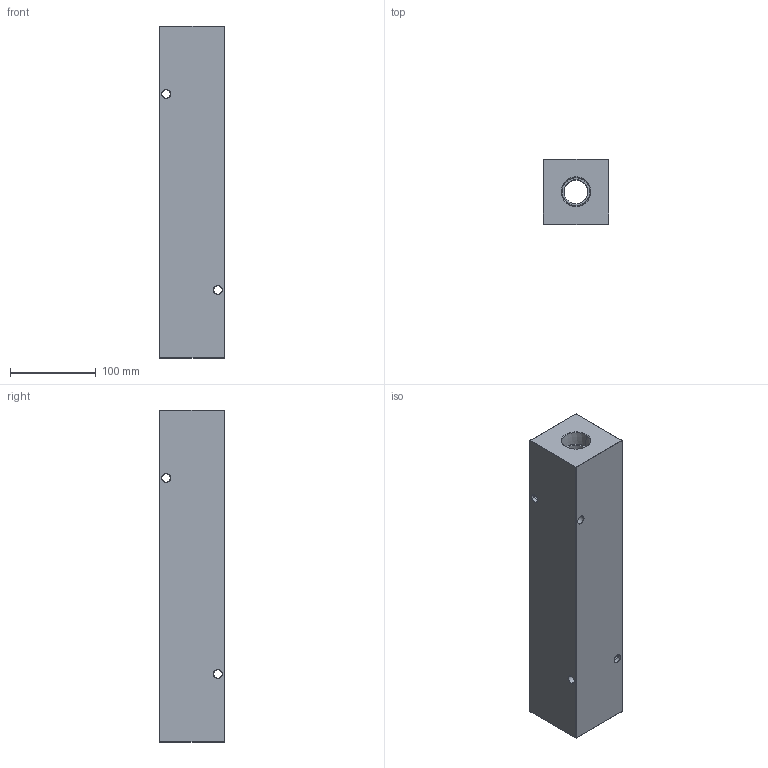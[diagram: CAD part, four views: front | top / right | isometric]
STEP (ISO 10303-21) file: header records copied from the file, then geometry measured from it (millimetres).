
FILE_DESCRIPTION (( 'STEP AP203' ), '1' );
FILE_NAME ('HM-5-90-P-16-12.STEP', '2020-11-06T16:31:47', ( '' ), ( '' ), 'SwSTEP 2.0', 'SolidWorks 2019', '' );
FILE_SCHEMA (( 'CONFIG_CONTROL_DESIGN' ));
Length unit declared in the file: inch
Products named in the file (1): HM-5-90-P-16-12
Bounding box: 76.2 x 76.2 x 387.35 mm (x, y, z)
Volume: 1858110 mm3; surface area: 182293.7 mm2
Topology: 1 solids, 1 shells, 535 faces, 1402 edges, 914 vertices
Faces by surface type: plane 262, bspline 191, cone 44, cylinder 38
Entity records: 26543 total; most frequent: CARTESIAN_POINT 14576, ORIENTED_EDGE 2804, DIRECTION 1771, EDGE_CURVE 1402, VERTEX_POINT 914, VECTOR 857, LINE 857, EDGE_LOOP 614
